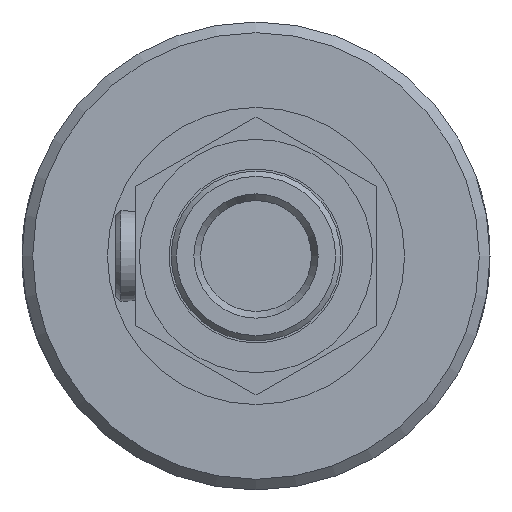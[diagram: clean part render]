
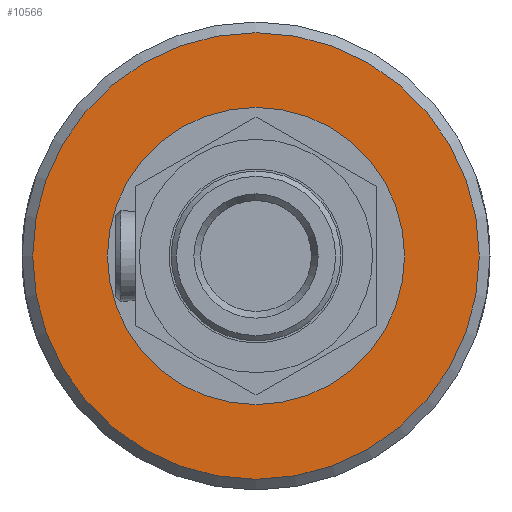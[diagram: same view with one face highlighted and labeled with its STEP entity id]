
A CAD part, left-side view. The second image highlights one B-rep face of the part: STEP entity #10566.
In plain terms, the highlighted planar face has unit normal (-1, 0, 0).
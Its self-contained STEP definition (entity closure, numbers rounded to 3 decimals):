
#124=FACE_BOUND('',#3871,.T.);
#3236=FACE_OUTER_BOUND('',#3870,.T.);
#3870=EDGE_LOOP('',(#9623,#9624));
#3871=EDGE_LOOP('',(#9625));
#4289=CIRCLE('',#11326,22.225);
#4292=CIRCLE('',#11332,33.4);
#4293=CIRCLE('',#11333,33.4);
#5288=VERTEX_POINT('',#67849);
#5291=VERTEX_POINT('',#67859);
#5292=VERTEX_POINT('',#67860);
#6751=EDGE_CURVE('',#5288,#5288,#4289,.T.);
#6754=EDGE_CURVE('',#5291,#5292,#4292,.T.);
#6755=EDGE_CURVE('',#5292,#5291,#4293,.T.);
#9623=ORIENTED_EDGE('',*,*,#6754,.F.);
#9624=ORIENTED_EDGE('',*,*,#6755,.F.);
#9625=ORIENTED_EDGE('',*,*,#6751,.T.);
#10011=PLANE('',#11331);
#10566=ADVANCED_FACE('',(#3236,#124),#10011,.T.);
#11326=AXIS2_PLACEMENT_3D('',#67851,#13424,#13425);
#11331=AXIS2_PLACEMENT_3D('',#67858,#13434,#13435);
#11332=AXIS2_PLACEMENT_3D('',#67861,#13436,#13437);
#11333=AXIS2_PLACEMENT_3D('',#67862,#13438,#13439);
#13424=DIRECTION('center_axis',(1.,0.,0.));
#13425=DIRECTION('ref_axis',(0.,0.,-1.));
#13434=DIRECTION('center_axis',(-1.,0.,0.));
#13435=DIRECTION('ref_axis',(0.,0.,1.));
#13436=DIRECTION('center_axis',(1.,0.,0.));
#13437=DIRECTION('ref_axis',(0.,1.,0.));
#13438=DIRECTION('center_axis',(1.,0.,0.));
#13439=DIRECTION('ref_axis',(0.,1.,0.));
#67849=CARTESIAN_POINT('',(0.,0.,22.225));
#67851=CARTESIAN_POINT('Origin',(0.,0.,0.));
#67858=CARTESIAN_POINT('Origin',(0.,16.7,0.));
#67859=CARTESIAN_POINT('',(0.,33.4,0.));
#67860=CARTESIAN_POINT('',(0.,-33.4,0.));
#67861=CARTESIAN_POINT('Origin',(0.,0.,0.));
#67862=CARTESIAN_POINT('Origin',(0.,0.,0.));
